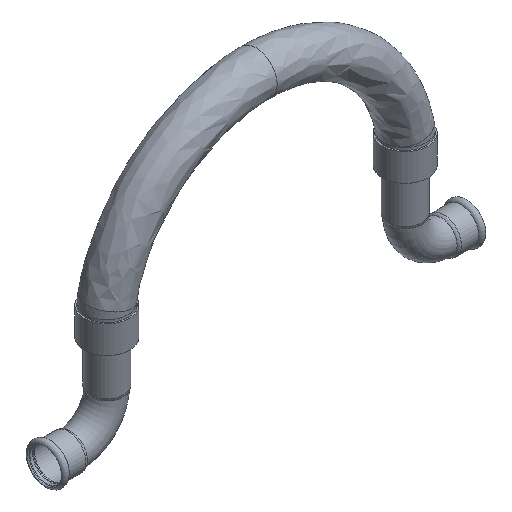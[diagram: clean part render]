
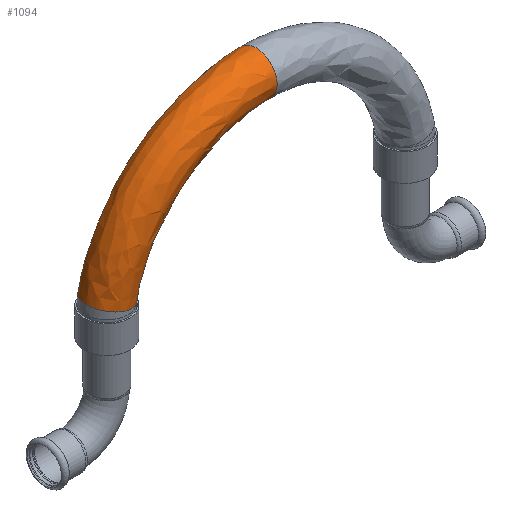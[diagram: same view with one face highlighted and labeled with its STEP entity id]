
A CAD part, isometric view. The second image highlights one B-rep face of the part: STEP entity #1094.
In plain terms, the highlighted free-form (B-spline) face has degree [2, 2] with [9, 3] control points.
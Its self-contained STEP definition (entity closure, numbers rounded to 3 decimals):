
#27=(
BOUNDED_SURFACE()
B_SPLINE_SURFACE(2,2,((#2411,#2412,#2413),(#2414,#2415,#2416),(#2417,#2418,
#2419),(#2420,#2421,#2422),(#2423,#2424,#2425),(#2426,#2427,#2428),(#2429,
#2430,#2431),(#2432,#2433,#2434),(#2435,#2436,#2437)),.UNSPECIFIED.,.T.,
 .F.,.F.)
B_SPLINE_SURFACE_WITH_KNOTS((3,2,2,2,3),(3,3),(-3.142,-1.571,
0.,1.571,3.142),(0.,1.366),
 .UNSPECIFIED.)
GEOMETRIC_REPRESENTATION_ITEM()
RATIONAL_B_SPLINE_SURFACE(((1.,0.776,1.),(0.707,
0.548,0.707),(1.,0.776,1.),(0.707,
0.548,0.707),(1.,0.776,1.),(0.707,
0.548,0.707),(1.,0.776,1.),(0.707,
0.548,0.707),(1.,0.776,1.)))
REPRESENTATION_ITEM('')
SURFACE()
);
#66=B_SPLINE_CURVE_WITH_KNOTS('',3,(#2280,#2281,#2282,#2283,#2284,#2285,
#2286,#2287),.UNSPECIFIED.,.F.,.F.,(4,2,2,4),(-2.366,-1.632,
-0.897,0.),.UNSPECIFIED.);
#168=FACE_OUTER_BOUND('',#227,.T.);
#227=EDGE_LOOP('',(#914,#915,#916,#917,#918,#919));
#346=CIRCLE('',#1257,23.);
#347=CIRCLE('',#1258,165.);
#348=CIRCLE('',#1259,23.);
#349=CIRCLE('',#1260,23.);
#468=VERTEX_POINT('',#2278);
#469=VERTEX_POINT('',#2279);
#474=VERTEX_POINT('',#2438);
#475=VERTEX_POINT('',#2440);
#620=EDGE_CURVE('',#468,#469,#66,.T.);
#630=EDGE_CURVE('',#468,#474,#346,.T.);
#631=EDGE_CURVE('',#475,#474,#347,.T.);
#632=EDGE_CURVE('',#475,#475,#348,.T.);
#633=EDGE_CURVE('',#474,#469,#349,.T.);
#914=ORIENTED_EDGE('',*,*,#620,.F.);
#915=ORIENTED_EDGE('',*,*,#630,.T.);
#916=ORIENTED_EDGE('',*,*,#631,.F.);
#917=ORIENTED_EDGE('',*,*,#632,.T.);
#918=ORIENTED_EDGE('',*,*,#631,.T.);
#919=ORIENTED_EDGE('',*,*,#633,.T.);
#1094=ADVANCED_FACE('',(#168),#27,.F.);
#1257=AXIS2_PLACEMENT_3D('',#2439,#1567,#1568);
#1258=AXIS2_PLACEMENT_3D('',#2441,#1569,#1570);
#1259=AXIS2_PLACEMENT_3D('',#2442,#1571,#1572);
#1260=AXIS2_PLACEMENT_3D('',#2443,#1573,#1574);
#1567=DIRECTION('center_axis',(0.203,0.,0.979));
#1568=DIRECTION('ref_axis',(0.,-1.,0.));
#1569=DIRECTION('center_axis',(0.,-1.,0.));
#1570=DIRECTION('ref_axis',(0.,0.,1.));
#1571=DIRECTION('center_axis',(-1.,0.,0.));
#1572=DIRECTION('ref_axis',(0.,-1.,0.));
#1573=DIRECTION('center_axis',(0.203,0.,0.979));
#1574=DIRECTION('ref_axis',(0.,-1.,0.));
#2278=CARTESIAN_POINT('',(-141.959,11.285,119.506));
#2279=CARTESIAN_POINT('',(-141.959,-11.285,119.506));
#2280=CARTESIAN_POINT('Ctrl Pts',(-141.959,11.285,119.506));
#2281=CARTESIAN_POINT('Ctrl Pts',(-140.759,9.154,119.383));
#2282=CARTESIAN_POINT('Ctrl Pts',(-139.906,6.844,119.294));
#2283=CARTESIAN_POINT('Ctrl Pts',(-138.96,2.04,119.196));
#2284=CARTESIAN_POINT('Ctrl Pts',(-138.874,-0.422,
119.187));
#2285=CARTESIAN_POINT('Ctrl Pts',(-139.548,-5.818,119.257));
#2286=CARTESIAN_POINT('Ctrl Pts',(-140.493,-8.683,119.355));
#2287=CARTESIAN_POINT('Ctrl Pts',(-141.959,-11.285,119.506));
#2411=CARTESIAN_POINT('Ctrl Pts',(0.,23.,255.));
#2412=CARTESIAN_POINT('Ctrl Pts',(-134.257,23.,255.028));
#2413=CARTESIAN_POINT('Ctrl Pts',(-161.581,23.,123.581));
#2414=CARTESIAN_POINT('Ctrl Pts',(0.,23.,278.));
#2415=CARTESIAN_POINT('Ctrl Pts',(-152.972,23.,278.028));
#2416=CARTESIAN_POINT('Ctrl Pts',(-184.101,23.,128.257));
#2417=CARTESIAN_POINT('Ctrl Pts',(0.,0.,278.));
#2418=CARTESIAN_POINT('Ctrl Pts',(-152.972,0.,
278.028));
#2419=CARTESIAN_POINT('Ctrl Pts',(-184.101,0.,
128.257));
#2420=CARTESIAN_POINT('Ctrl Pts',(0.,-23.,278.));
#2421=CARTESIAN_POINT('Ctrl Pts',(-152.972,-23.,278.028));
#2422=CARTESIAN_POINT('Ctrl Pts',(-184.101,-23.,128.257));
#2423=CARTESIAN_POINT('Ctrl Pts',(0.,-23.,255.));
#2424=CARTESIAN_POINT('Ctrl Pts',(-134.257,-23.,255.028));
#2425=CARTESIAN_POINT('Ctrl Pts',(-161.581,-23.,123.581));
#2426=CARTESIAN_POINT('Ctrl Pts',(0.,-23.,232.));
#2427=CARTESIAN_POINT('Ctrl Pts',(-115.543,-23.,232.028));
#2428=CARTESIAN_POINT('Ctrl Pts',(-139.062,-23.,118.905));
#2429=CARTESIAN_POINT('Ctrl Pts',(0.,0.,232.));
#2430=CARTESIAN_POINT('Ctrl Pts',(-115.543,0.,
232.028));
#2431=CARTESIAN_POINT('Ctrl Pts',(-139.062,0.,
118.905));
#2432=CARTESIAN_POINT('Ctrl Pts',(0.,23.,232.));
#2433=CARTESIAN_POINT('Ctrl Pts',(-115.543,23.,232.028));
#2434=CARTESIAN_POINT('Ctrl Pts',(-139.062,23.,118.905));
#2435=CARTESIAN_POINT('Ctrl Pts',(0.,23.,255.));
#2436=CARTESIAN_POINT('Ctrl Pts',(-134.257,23.,255.028));
#2437=CARTESIAN_POINT('Ctrl Pts',(-161.581,23.,123.581));
#2438=CARTESIAN_POINT('',(-161.581,23.,123.581));
#2439=CARTESIAN_POINT('Origin',(-161.581,0.,123.581));
#2440=CARTESIAN_POINT('',(0.,23.,255.));
#2441=CARTESIAN_POINT('Origin',(-0.035,23.,90.));
#2442=CARTESIAN_POINT('Origin',(0.,0.,255.));
#2443=CARTESIAN_POINT('Origin',(-161.581,0.,123.581));
